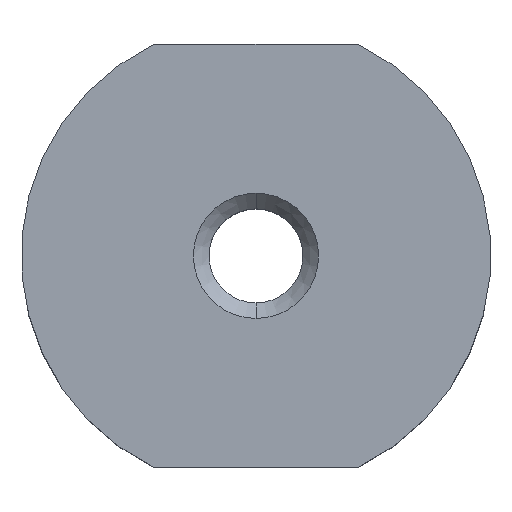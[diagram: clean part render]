
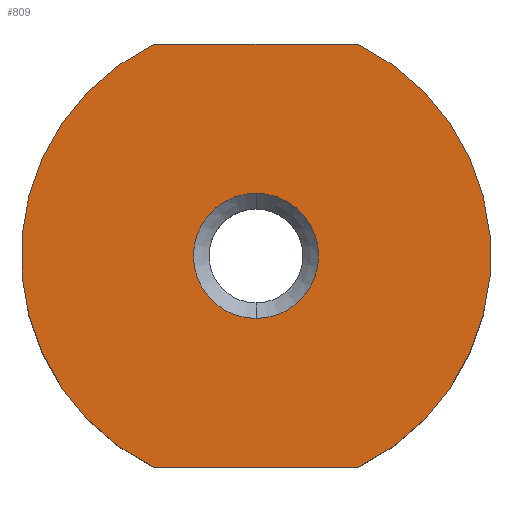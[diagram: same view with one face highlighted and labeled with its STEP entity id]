
A CAD part, top view. The second image highlights one B-rep face of the part: STEP entity #809.
In plain terms, the highlighted planar face has unit normal (0, 0, 1).
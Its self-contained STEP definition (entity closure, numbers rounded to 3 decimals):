
#1 = AXIS2_PLACEMENT_3D ( 'NONE', #769, #85, #710 ) ;
#11 = CARTESIAN_POINT ( 'NONE',  ( 0., -4., 0. ) ) ;
#80 = EDGE_CURVE ( 'NONE', #93, #461, #343, .T. ) ;
#85 = DIRECTION ( 'NONE',  ( 0., 0., -1. ) ) ;
#93 = VERTEX_POINT ( 'NONE', #713 ) ;
#107 = CARTESIAN_POINT ( 'NONE',  ( 0., 15., 0. ) ) ;
#125 = DIRECTION ( 'NONE',  ( 0., 0., -1. ) ) ;
#127 = ORIENTED_EDGE ( 'NONE', *, *, #80, .F. ) ;
#146 = CARTESIAN_POINT ( 'NONE',  ( -15., -13.5, 0. ) ) ;
#163 = DIRECTION ( 'NONE',  ( 0., 0., -1. ) ) ;
#193 = EDGE_LOOP ( 'NONE', ( #399, #127, #427, #572 ) ) ;
#197 = VERTEX_POINT ( 'NONE', #669 ) ;
#206 = DIRECTION ( 'NONE',  ( 0., 0., 1. ) ) ;
#211 = DIRECTION ( 'NONE',  ( 1., 0., 0. ) ) ;
#212 = LINE ( 'NONE', #244, #517 ) ;
#213 = VECTOR ( 'NONE', #211, 1000. ) ;
#244 = CARTESIAN_POINT ( 'NONE',  ( -15., 13.5, 0. ) ) ;
#249 = EDGE_CURVE ( 'NONE', #398, #373, #407, .T. ) ;
#269 = CIRCLE ( 'NONE', #462, 15. ) ;
#275 = EDGE_CURVE ( 'NONE', #490, #197, #269, .T. ) ;
#283 = EDGE_LOOP ( 'NONE', ( #321, #285 ) ) ;
#285 = ORIENTED_EDGE ( 'NONE', *, *, #771, .T. ) ;
#306 = DIRECTION ( 'NONE',  ( 1., 0., 0. ) ) ;
#311 = CARTESIAN_POINT ( 'NONE',  ( 0., 0., 0. ) ) ;
#321 = ORIENTED_EDGE ( 'NONE', *, *, #249, .T. ) ;
#327 = FACE_OUTER_BOUND ( 'NONE', #193, .T. ) ;
#343 = CIRCLE ( 'NONE', #1, 15. ) ;
#373 = VERTEX_POINT ( 'NONE', #573 ) ;
#398 = VERTEX_POINT ( 'NONE', #11 ) ;
#399 = ORIENTED_EDGE ( 'NONE', *, *, #435, .T. ) ;
#407 = CIRCLE ( 'NONE', #522, 4. ) ;
#427 = ORIENTED_EDGE ( 'NONE', *, *, #762, .F. ) ;
#435 = EDGE_CURVE ( 'NONE', #490, #461, #482, .T. ) ;
#461 = VERTEX_POINT ( 'NONE', #779 ) ;
#462 = AXIS2_PLACEMENT_3D ( 'NONE', #682, #746, #627 ) ;
#465 = CARTESIAN_POINT ( 'NONE',  ( -6.538, -13.5, 0. ) ) ;
#477 = CARTESIAN_POINT ( 'NONE',  ( 0., 0., 0. ) ) ;
#482 = LINE ( 'NONE', #146, #213 ) ;
#488 = CIRCLE ( 'NONE', #595, 4. ) ;
#490 = VERTEX_POINT ( 'NONE', #465 ) ;
#517 = VECTOR ( 'NONE', #306, 1000. ) ;
#522 = AXIS2_PLACEMENT_3D ( 'NONE', #311, #125, #808 ) ;
#547 = AXIS2_PLACEMENT_3D ( 'NONE', #107, #206, #613 ) ;
#572 = ORIENTED_EDGE ( 'NONE', *, *, #275, .F. ) ;
#573 = CARTESIAN_POINT ( 'NONE',  ( 0., 4., 0. ) ) ;
#595 = AXIS2_PLACEMENT_3D ( 'NONE', #477, #163, #735 ) ;
#608 = PLANE ( 'NONE',  #547 ) ;
#613 = DIRECTION ( 'NONE',  ( 0., -1., 0. ) ) ;
#627 = DIRECTION ( 'NONE',  ( 0., 1., 0. ) ) ;
#669 = CARTESIAN_POINT ( 'NONE',  ( -6.538, 13.5, 0. ) ) ;
#682 = CARTESIAN_POINT ( 'NONE',  ( 0., 0., 0. ) ) ;
#710 = DIRECTION ( 'NONE',  ( 0., 1., 0. ) ) ;
#713 = CARTESIAN_POINT ( 'NONE',  ( 6.538, 13.5, 0. ) ) ;
#735 = DIRECTION ( 'NONE',  ( 0., -1., 0. ) ) ;
#746 = DIRECTION ( 'NONE',  ( 0., 0., -1. ) ) ;
#762 = EDGE_CURVE ( 'NONE', #197, #93, #212, .T. ) ;
#769 = CARTESIAN_POINT ( 'NONE',  ( 0., 0., 0. ) ) ;
#771 = EDGE_CURVE ( 'NONE', #373, #398, #488, .T. ) ;
#779 = CARTESIAN_POINT ( 'NONE',  ( 6.538, -13.5, 0. ) ) ;
#796 = FACE_BOUND ( 'NONE', #283, .T. ) ;
#808 = DIRECTION ( 'NONE',  ( 0., -1., 0. ) ) ;
#809 = ADVANCED_FACE ( 'NONE', ( #796, #327 ), #608, .T. ) ;
